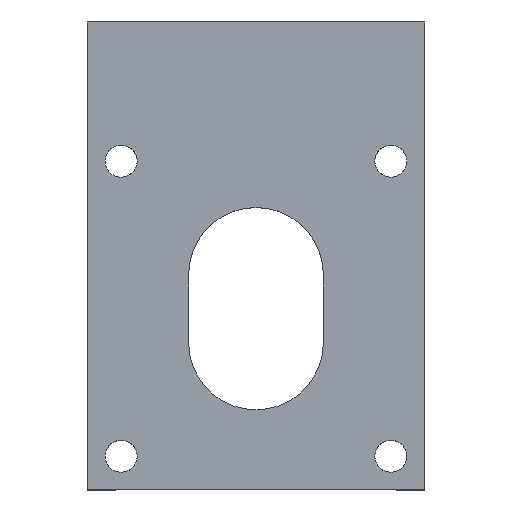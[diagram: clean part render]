
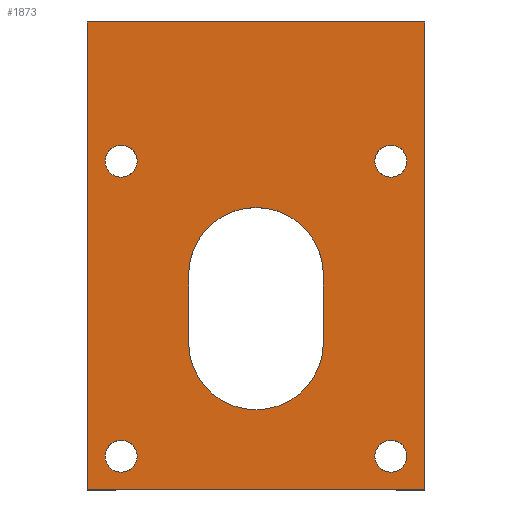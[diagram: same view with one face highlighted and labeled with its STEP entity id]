
A CAD part, top view. The second image highlights one B-rep face of the part: STEP entity #1873.
In plain terms, the highlighted planar face has unit normal (0, 0, 1).
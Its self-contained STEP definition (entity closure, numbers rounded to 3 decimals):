
#6 = VECTOR ( 'NONE', #1337, 1000. ) ;
#11 = FACE_BOUND ( 'NONE', #1928, .T. ) ;
#22 = EDGE_LOOP ( 'NONE', ( #555, #551 ) ) ;
#27 = ORIENTED_EDGE ( 'NONE', *, *, #612, .T. ) ;
#54 = ORIENTED_EDGE ( 'NONE', *, *, #2239, .F. ) ;
#77 = ORIENTED_EDGE ( 'NONE', *, *, #295, .F. ) ;
#124 = CARTESIAN_POINT ( 'NONE',  ( -17.7, -52.5, 21. ) ) ;
#142 = CARTESIAN_POINT ( 'NONE',  ( 16.2, -52.5, 21. ) ) ;
#144 = DIRECTION ( 'NONE',  ( 0., 0., 1. ) ) ;
#176 = CARTESIAN_POINT ( 'NONE',  ( 14.3, -17.5, 21. ) ) ;
#195 = DIRECTION ( 'NONE',  ( 0., 0., 1. ) ) ;
#211 = EDGE_CURVE ( 'NONE', #276, #404, #711, .T. ) ;
#247 = VERTEX_POINT ( 'NONE', #1951 ) ;
#261 = DIRECTION ( 'NONE',  ( 1., 0., 0. ) ) ;
#276 = VERTEX_POINT ( 'NONE', #382 ) ;
#277 = DIRECTION ( 'NONE',  ( 0., 0., 1. ) ) ;
#279 = DIRECTION ( 'NONE',  ( 0., -1., 0. ) ) ;
#295 = EDGE_CURVE ( 'NONE', #2586, #1723, #380, .T. ) ;
#301 = AXIS2_PLACEMENT_3D ( 'NONE', #459, #1717, #1245 ) ;
#356 = CARTESIAN_POINT ( 'NONE',  ( 6.3, -39., 21. ) ) ;
#368 = EDGE_CURVE ( 'NONE', #404, #276, #1632, .T. ) ;
#380 = CIRCLE ( 'NONE', #506, 8. ) ;
#382 = CARTESIAN_POINT ( 'NONE',  ( -15.8, -17.5, 21. ) ) ;
#388 = ORIENTED_EDGE ( 'NONE', *, *, #2557, .F. ) ;
#398 = CARTESIAN_POINT ( 'NONE',  ( 14.3, -17.5, 21. ) ) ;
#404 = VERTEX_POINT ( 'NONE', #906 ) ;
#439 = DIRECTION ( 'NONE',  ( 0., 0., 1. ) ) ;
#445 = DIRECTION ( 'NONE',  ( 1., 0., 0. ) ) ;
#447 = EDGE_CURVE ( 'NONE', #2167, #1159, #2189, .T. ) ;
#459 = CARTESIAN_POINT ( 'NONE',  ( -17.7, -17.5, 21. ) ) ;
#488 = DIRECTION ( 'NONE',  ( 0., 0., 1. ) ) ;
#494 = CARTESIAN_POINT ( 'NONE',  ( 18.3, -56.5, 21. ) ) ;
#506 = AXIS2_PLACEMENT_3D ( 'NONE', #1579, #2287, #2255 ) ;
#519 = ORIENTED_EDGE ( 'NONE', *, *, #1162, .F. ) ;
#537 = VERTEX_POINT ( 'NONE', #356 ) ;
#538 = CARTESIAN_POINT ( 'NONE',  ( -21.7, -1., 21. ) ) ;
#551 = ORIENTED_EDGE ( 'NONE', *, *, #211, .F. ) ;
#555 = ORIENTED_EDGE ( 'NONE', *, *, #368, .F. ) ;
#559 = EDGE_CURVE ( 'NONE', #2026, #1734, #971, .T. ) ;
#561 = CARTESIAN_POINT ( 'NONE',  ( 6.3, -31., 21. ) ) ;
#564 = LINE ( 'NONE', #538, #6 ) ;
#580 = DIRECTION ( 'NONE',  ( 0., 1., 0. ) ) ;
#585 = EDGE_LOOP ( 'NONE', ( #638, #1176 ) ) ;
#610 = PLANE ( 'NONE',  #720 ) ;
#612 = EDGE_CURVE ( 'NONE', #801, #1981, #1741, .T. ) ;
#618 = VECTOR ( 'NONE', #1418, 1000. ) ;
#620 = CARTESIAN_POINT ( 'NONE',  ( -15.8, -52.5, 21. ) ) ;
#629 = CARTESIAN_POINT ( 'NONE',  ( 14.3, -52.5, 21. ) ) ;
#638 = ORIENTED_EDGE ( 'NONE', *, *, #447, .F. ) ;
#711 = CIRCLE ( 'NONE', #301, 1.9 ) ;
#720 = AXIS2_PLACEMENT_3D ( 'NONE', #2428, #1593, #261 ) ;
#742 = CARTESIAN_POINT ( 'NONE',  ( 12.4, -17.5, 21. ) ) ;
#745 = LINE ( 'NONE', #2564, #1152 ) ;
#768 = CARTESIAN_POINT ( 'NONE',  ( -9.7, -31., 21. ) ) ;
#778 = EDGE_CURVE ( 'NONE', #247, #2243, #1287, .T. ) ;
#790 = AXIS2_PLACEMENT_3D ( 'NONE', #398, #439, #1237 ) ;
#801 = VERTEX_POINT ( 'NONE', #1661 ) ;
#802 = CARTESIAN_POINT ( 'NONE',  ( -19.6, -52.5, 21. ) ) ;
#810 = FACE_BOUND ( 'NONE', #22, .T. ) ;
#821 = FACE_BOUND ( 'NONE', #2469, .T. ) ;
#845 = EDGE_CURVE ( 'NONE', #1465, #537, #1979, .T. ) ;
#882 = LINE ( 'NONE', #2077, #2332 ) ;
#886 = CIRCLE ( 'NONE', #790, 1.9 ) ;
#906 = CARTESIAN_POINT ( 'NONE',  ( -19.6, -17.5, 21. ) ) ;
#935 = CIRCLE ( 'NONE', #2364, 1.9 ) ;
#971 = CIRCLE ( 'NONE', #2151, 1.9 ) ;
#979 = EDGE_CURVE ( 'NONE', #2243, #801, #564, .T. ) ;
#1013 = AXIS2_PLACEMENT_3D ( 'NONE', #629, #1440, #445 ) ;
#1028 = FACE_OUTER_BOUND ( 'NONE', #1453, .T. ) ;
#1047 = AXIS2_PLACEMENT_3D ( 'NONE', #124, #1488, #2293 ) ;
#1052 = AXIS2_PLACEMENT_3D ( 'NONE', #2223, #195, #2397 ) ;
#1109 = EDGE_CURVE ( 'NONE', #1153, #2452, #2401, .T. ) ;
#1152 = VECTOR ( 'NONE', #1530, 1000. ) ;
#1153 = VERTEX_POINT ( 'NONE', #1393 ) ;
#1159 = VERTEX_POINT ( 'NONE', #620 ) ;
#1162 = EDGE_CURVE ( 'NONE', #1734, #2026, #886, .T. ) ;
#1166 = DIRECTION ( 'NONE',  ( 0., 0., 1. ) ) ;
#1176 = ORIENTED_EDGE ( 'NONE', *, *, #1335, .F. ) ;
#1234 = EDGE_LOOP ( 'NONE', ( #1318, #54 ) ) ;
#1237 = DIRECTION ( 'NONE',  ( -1., 0., 0. ) ) ;
#1238 = ORIENTED_EDGE ( 'NONE', *, *, #979, .T. ) ;
#1245 = DIRECTION ( 'NONE',  ( 1., 0., 0. ) ) ;
#1255 = CARTESIAN_POINT ( 'NONE',  ( -1.7, -39., 21. ) ) ;
#1287 = LINE ( 'NONE', #1314, #2398 ) ;
#1314 = CARTESIAN_POINT ( 'NONE',  ( -21.7, -1., 21. ) ) ;
#1318 = ORIENTED_EDGE ( 'NONE', *, *, #1109, .F. ) ;
#1331 = CARTESIAN_POINT ( 'NONE',  ( -17.7, -17.5, 21. ) ) ;
#1335 = EDGE_CURVE ( 'NONE', #1159, #2167, #935, .T. ) ;
#1337 = DIRECTION ( 'NONE',  ( 0., -1., 0. ) ) ;
#1368 = ORIENTED_EDGE ( 'NONE', *, *, #559, .F. ) ;
#1393 = CARTESIAN_POINT ( 'NONE',  ( 12.4, -52.5, 21. ) ) ;
#1418 = DIRECTION ( 'NONE',  ( 1., 0., 0. ) ) ;
#1440 = DIRECTION ( 'NONE',  ( 0., 0., 1. ) ) ;
#1453 = EDGE_LOOP ( 'NONE', ( #1238, #27, #2574, #2135 ) ) ;
#1465 = VERTEX_POINT ( 'NONE', #2248 ) ;
#1488 = DIRECTION ( 'NONE',  ( 0., 0., 1. ) ) ;
#1512 = DIRECTION ( 'NONE',  ( 1., 0., 0. ) ) ;
#1530 = DIRECTION ( 'NONE',  ( 0., 1., 0. ) ) ;
#1537 = CARTESIAN_POINT ( 'NONE',  ( -21.7, -56.5, 21. ) ) ;
#1579 = CARTESIAN_POINT ( 'NONE',  ( -1.7, -31., 21. ) ) ;
#1593 = DIRECTION ( 'NONE',  ( 0., 0., 1. ) ) ;
#1632 = CIRCLE ( 'NONE', #2395, 1.9 ) ;
#1661 = CARTESIAN_POINT ( 'NONE',  ( -21.7, -56.5, 21. ) ) ;
#1695 = DIRECTION ( 'NONE',  ( -1., 0., 0. ) ) ;
#1717 = DIRECTION ( 'NONE',  ( 0., 0., 1. ) ) ;
#1723 = VERTEX_POINT ( 'NONE', #768 ) ;
#1734 = VERTEX_POINT ( 'NONE', #742 ) ;
#1741 = LINE ( 'NONE', #1537, #618 ) ;
#1781 = CIRCLE ( 'NONE', #1013, 1.9 ) ;
#1805 = FACE_BOUND ( 'NONE', #1234, .T. ) ;
#1848 = FACE_BOUND ( 'NONE', #585, .T. ) ;
#1852 = CARTESIAN_POINT ( 'NONE',  ( -21.7, -1., 21. ) ) ;
#1873 = ADVANCED_FACE ( 'NONE', ( #1805, #810, #1028, #821, #1848, #11 ), #610, .T. ) ;
#1921 = DIRECTION ( 'NONE',  ( -1., 0., 0. ) ) ;
#1928 = EDGE_LOOP ( 'NONE', ( #2031, #77, #388, #2441 ) ) ;
#1951 = CARTESIAN_POINT ( 'NONE',  ( 18.3, -1., 21. ) ) ;
#1979 = CIRCLE ( 'NONE', #2362, 8. ) ;
#1981 = VERTEX_POINT ( 'NONE', #494 ) ;
#2026 = VERTEX_POINT ( 'NONE', #2100 ) ;
#2031 = ORIENTED_EDGE ( 'NONE', *, *, #2096, .F. ) ;
#2077 = CARTESIAN_POINT ( 'NONE',  ( -9.7, -31., 21. ) ) ;
#2096 = EDGE_CURVE ( 'NONE', #1723, #1465, #882, .T. ) ;
#2100 = CARTESIAN_POINT ( 'NONE',  ( 16.2, -17.5, 21. ) ) ;
#2135 = ORIENTED_EDGE ( 'NONE', *, *, #778, .T. ) ;
#2151 = AXIS2_PLACEMENT_3D ( 'NONE', #176, #1166, #2577 ) ;
#2167 = VERTEX_POINT ( 'NONE', #802 ) ;
#2189 = CIRCLE ( 'NONE', #1047, 1.9 ) ;
#2222 = CARTESIAN_POINT ( 'NONE',  ( 6.3, -31., 21. ) ) ;
#2223 = CARTESIAN_POINT ( 'NONE',  ( 14.3, -52.5, 21. ) ) ;
#2239 = EDGE_CURVE ( 'NONE', #2452, #1153, #1781, .T. ) ;
#2243 = VERTEX_POINT ( 'NONE', #1852 ) ;
#2248 = CARTESIAN_POINT ( 'NONE',  ( -9.7, -39., 21. ) ) ;
#2255 = DIRECTION ( 'NONE',  ( 1., 0., 0. ) ) ;
#2287 = DIRECTION ( 'NONE',  ( 0., 0., 1. ) ) ;
#2289 = DIRECTION ( 'NONE',  ( 1., 0., 0. ) ) ;
#2293 = DIRECTION ( 'NONE',  ( -1., 0., 0. ) ) ;
#2332 = VECTOR ( 'NONE', #279, 1000. ) ;
#2362 = AXIS2_PLACEMENT_3D ( 'NONE', #1255, #277, #2289 ) ;
#2364 = AXIS2_PLACEMENT_3D ( 'NONE', #2545, #144, #1921 ) ;
#2386 = LINE ( 'NONE', #2222, #2537 ) ;
#2395 = AXIS2_PLACEMENT_3D ( 'NONE', #1331, #488, #1512 ) ;
#2397 = DIRECTION ( 'NONE',  ( 1., 0., 0. ) ) ;
#2398 = VECTOR ( 'NONE', #1695, 1000. ) ;
#2401 = CIRCLE ( 'NONE', #1052, 1.9 ) ;
#2428 = CARTESIAN_POINT ( 'NONE',  ( 0., 0., 21. ) ) ;
#2441 = ORIENTED_EDGE ( 'NONE', *, *, #845, .F. ) ;
#2452 = VERTEX_POINT ( 'NONE', #142 ) ;
#2462 = EDGE_CURVE ( 'NONE', #1981, #247, #745, .T. ) ;
#2469 = EDGE_LOOP ( 'NONE', ( #519, #1368 ) ) ;
#2537 = VECTOR ( 'NONE', #580, 1000. ) ;
#2545 = CARTESIAN_POINT ( 'NONE',  ( -17.7, -52.5, 21. ) ) ;
#2557 = EDGE_CURVE ( 'NONE', #537, #2586, #2386, .T. ) ;
#2564 = CARTESIAN_POINT ( 'NONE',  ( 18.3, -1., 21. ) ) ;
#2574 = ORIENTED_EDGE ( 'NONE', *, *, #2462, .T. ) ;
#2577 = DIRECTION ( 'NONE',  ( -1., 0., 0. ) ) ;
#2586 = VERTEX_POINT ( 'NONE', #561 ) ;
